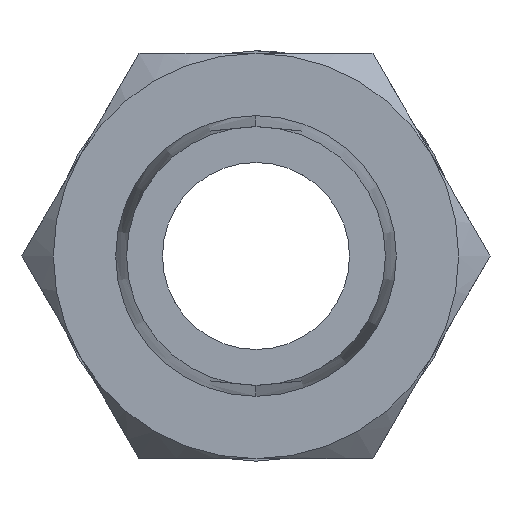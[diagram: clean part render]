
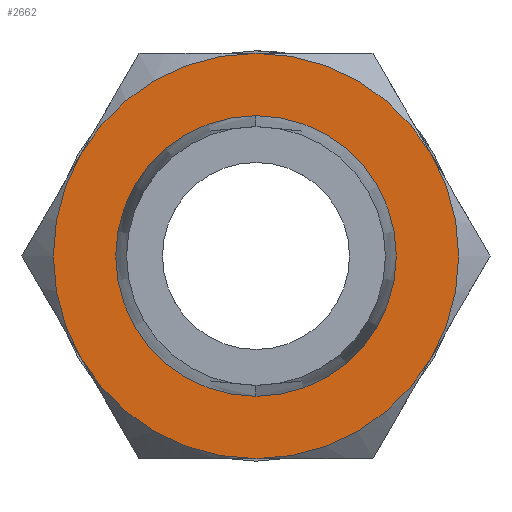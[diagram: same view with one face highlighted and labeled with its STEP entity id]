
A CAD part, left-side view. The second image highlights one B-rep face of the part: STEP entity #2662.
In plain terms, the highlighted planar face has unit normal (-1, 0, 0).
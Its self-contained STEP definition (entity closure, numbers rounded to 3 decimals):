
#34 = DIRECTION ( 'NONE',  ( 1., 0., 0. ) ) ;
#105 = EDGE_CURVE ( 'NONE', #3241, #4016, #3607, .T. ) ;
#116 = DIRECTION ( 'NONE',  ( 0., 0., -1. ) ) ;
#275 = CARTESIAN_POINT ( 'NONE',  ( 10., 0., 0. ) ) ;
#330 = VERTEX_POINT ( 'NONE', #5151 ) ;
#459 = CIRCLE ( 'NONE', #4409, 6.5 ) ;
#474 = VERTEX_POINT ( 'NONE', #1100 ) ;
#491 = CARTESIAN_POINT ( 'NONE',  ( 10., 0., 0. ) ) ;
#493 = DIRECTION ( 'NONE',  ( -1., 0., 0. ) ) ;
#651 = DIRECTION ( 'NONE',  ( 0., 0., -1. ) ) ;
#763 = CIRCLE ( 'NONE', #5500, 6.5 ) ;
#769 = CARTESIAN_POINT ( 'NONE',  ( 10., -5.629, 3.25 ) ) ;
#902 = ORIENTED_EDGE ( 'NONE', *, *, #3910, .F. ) ;
#953 = CARTESIAN_POINT ( 'NONE',  ( 10., 0., 0. ) ) ;
#982 = DIRECTION ( 'NONE',  ( 0., 0., -1. ) ) ;
#1072 = DIRECTION ( 'NONE',  ( 1., 0., 0. ) ) ;
#1100 = CARTESIAN_POINT ( 'NONE',  ( 10., -5.629, -3.25 ) ) ;
#1115 = FACE_OUTER_BOUND ( 'NONE', #1478, .T. ) ;
#1427 = ORIENTED_EDGE ( 'NONE', *, *, #3591, .T. ) ;
#1478 = EDGE_LOOP ( 'NONE', ( #6077, #3454, #5523, #902, #1427, #3545 ) ) ;
#1496 = CARTESIAN_POINT ( 'NONE',  ( 10., 0., 6.5 ) ) ;
#1518 = CARTESIAN_POINT ( 'NONE',  ( 10., 0., 0. ) ) ;
#1562 = CIRCLE ( 'NONE', #2341, 4.5 ) ;
#1581 = CARTESIAN_POINT ( 'NONE',  ( 10., 0., 0. ) ) ;
#1720 = EDGE_CURVE ( 'NONE', #4263, #2525, #5390, .T. ) ;
#1962 = VERTEX_POINT ( 'NONE', #769 ) ;
#2026 = DIRECTION ( 'NONE',  ( 0., 0., -1. ) ) ;
#2137 = CIRCLE ( 'NONE', #5591, 6.5 ) ;
#2210 = DIRECTION ( 'NONE',  ( -1., 0., 0. ) ) ;
#2321 = DIRECTION ( 'NONE',  ( -1., 0., 0. ) ) ;
#2335 = ORIENTED_EDGE ( 'NONE', *, *, #1720, .F. ) ;
#2341 = AXIS2_PLACEMENT_3D ( 'NONE', #4731, #2321, #6095 ) ;
#2430 = AXIS2_PLACEMENT_3D ( 'NONE', #275, #2210, #3113 ) ;
#2446 = DIRECTION ( 'NONE',  ( 1., 0., 0. ) ) ;
#2454 = VERTEX_POINT ( 'NONE', #1496 ) ;
#2525 = VERTEX_POINT ( 'NONE', #5664 ) ;
#2662 = ADVANCED_FACE ( 'NONE', ( #5353, #1115 ), #3003, .F. ) ;
#2752 = DIRECTION ( 'NONE',  ( 0., 0., -1. ) ) ;
#2900 = DIRECTION ( 'NONE',  ( 0., 0., 1. ) ) ;
#3003 = PLANE ( 'NONE',  #3419 ) ;
#3113 = DIRECTION ( 'NONE',  ( 0., 0., 1. ) ) ;
#3128 = CIRCLE ( 'NONE', #2430, 6.5 ) ;
#3231 = CIRCLE ( 'NONE', #4316, 6.5 ) ;
#3241 = VERTEX_POINT ( 'NONE', #6052 ) ;
#3419 = AXIS2_PLACEMENT_3D ( 'NONE', #4423, #5477, #2752 ) ;
#3453 = DIRECTION ( 'NONE',  ( 1., 0., 0. ) ) ;
#3454 = ORIENTED_EDGE ( 'NONE', *, *, #4219, .F. ) ;
#3467 = DIRECTION ( 'NONE',  ( 1., 0., 0. ) ) ;
#3545 = ORIENTED_EDGE ( 'NONE', *, *, #5341, .F. ) ;
#3556 = CARTESIAN_POINT ( 'NONE',  ( 10., 0., 0. ) ) ;
#3591 = EDGE_CURVE ( 'NONE', #2454, #330, #3128, .T. ) ;
#3607 = CIRCLE ( 'NONE', #4383, 6.5 ) ;
#3893 = DIRECTION ( 'NONE',  ( 0., 0., -1. ) ) ;
#3910 = EDGE_CURVE ( 'NONE', #2454, #1962, #2137, .T. ) ;
#4016 = VERTEX_POINT ( 'NONE', #5502 ) ;
#4219 = EDGE_CURVE ( 'NONE', #474, #3241, #459, .T. ) ;
#4249 = EDGE_CURVE ( 'NONE', #1962, #474, #763, .T. ) ;
#4263 = VERTEX_POINT ( 'NONE', #4501 ) ;
#4316 = AXIS2_PLACEMENT_3D ( 'NONE', #4337, #3453, #116 ) ;
#4337 = CARTESIAN_POINT ( 'NONE',  ( 10., 0., 0. ) ) ;
#4383 = AXIS2_PLACEMENT_3D ( 'NONE', #1581, #3467, #651 ) ;
#4409 = AXIS2_PLACEMENT_3D ( 'NONE', #491, #34, #982 ) ;
#4423 = CARTESIAN_POINT ( 'NONE',  ( 10., 0., 0. ) ) ;
#4501 = CARTESIAN_POINT ( 'NONE',  ( 10., 0., -4.5 ) ) ;
#4731 = CARTESIAN_POINT ( 'NONE',  ( 10., 0., 0. ) ) ;
#4986 = AXIS2_PLACEMENT_3D ( 'NONE', #953, #493, #2900 ) ;
#5151 = CARTESIAN_POINT ( 'NONE',  ( 10., 5.629, 3.25 ) ) ;
#5341 = EDGE_CURVE ( 'NONE', #4016, #330, #3231, .T. ) ;
#5353 = FACE_BOUND ( 'NONE', #5709, .T. ) ;
#5390 = CIRCLE ( 'NONE', #4986, 4.5 ) ;
#5477 = DIRECTION ( 'NONE',  ( 1., 0., 0. ) ) ;
#5500 = AXIS2_PLACEMENT_3D ( 'NONE', #3556, #1072, #2026 ) ;
#5502 = CARTESIAN_POINT ( 'NONE',  ( 10., 5.629, -3.25 ) ) ;
#5523 = ORIENTED_EDGE ( 'NONE', *, *, #4249, .F. ) ;
#5591 = AXIS2_PLACEMENT_3D ( 'NONE', #1518, #2446, #3893 ) ;
#5664 = CARTESIAN_POINT ( 'NONE',  ( 10., 0., 4.5 ) ) ;
#5709 = EDGE_LOOP ( 'NONE', ( #6073, #2335 ) ) ;
#5830 = EDGE_CURVE ( 'NONE', #2525, #4263, #1562, .T. ) ;
#6052 = CARTESIAN_POINT ( 'NONE',  ( 10., 0., -6.5 ) ) ;
#6073 = ORIENTED_EDGE ( 'NONE', *, *, #5830, .F. ) ;
#6077 = ORIENTED_EDGE ( 'NONE', *, *, #105, .F. ) ;
#6095 = DIRECTION ( 'NONE',  ( 0., 0., 1. ) ) ;
